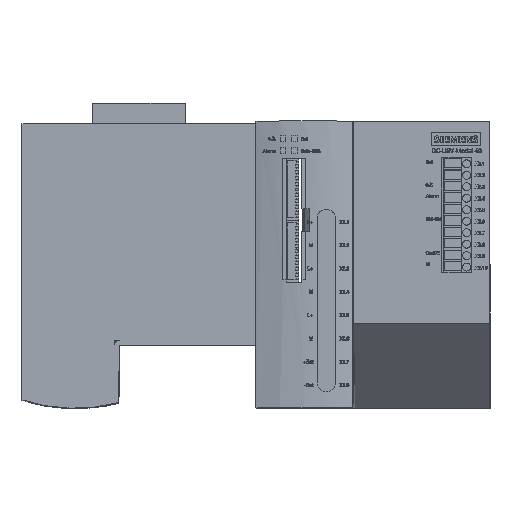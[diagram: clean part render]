
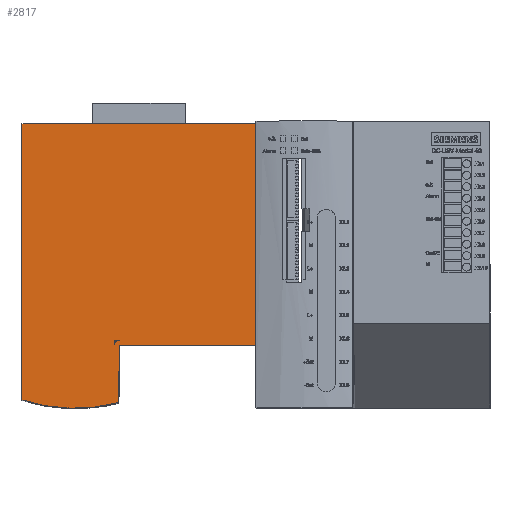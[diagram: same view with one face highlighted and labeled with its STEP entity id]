
A CAD part, top view. The second image highlights one B-rep face of the part: STEP entity #2817.
In plain terms, the highlighted planar face has unit normal (0, 0, 1).
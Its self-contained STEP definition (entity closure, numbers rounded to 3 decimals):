
#2817 = ADVANCED_FACE( '', ( #8047, #8048 ), #8049, .T. );
#8047 = FACE_OUTER_BOUND( '', #16228, .T. );
#8048 = FACE_BOUND( '', #16229, .T. );
#8049 = PLANE( '', #16230 );
#16228 = EDGE_LOOP( '', ( #25797, #25798, #25799, #25800, #25801, #25802 ) );
#16229 = EDGE_LOOP( '', ( #25803, #25804, #25805 ) );
#16230 = AXIS2_PLACEMENT_3D( '', #25806, #25807, #25808 );
#25797 = ORIENTED_EDGE( '', *, *, #53189, .T. );
#25798 = ORIENTED_EDGE( '', *, *, #53190, .T. );
#25799 = ORIENTED_EDGE( '', *, *, #53191, .T. );
#25800 = ORIENTED_EDGE( '', *, *, #53192, .T. );
#25801 = ORIENTED_EDGE( '', *, *, #53193, .T. );
#25802 = ORIENTED_EDGE( '', *, *, #53194, .T. );
#25803 = ORIENTED_EDGE( '', *, *, #53195, .T. );
#25804 = ORIENTED_EDGE( '', *, *, #53196, .T. );
#25805 = ORIENTED_EDGE( '', *, *, #53197, .T. );
#25806 = CARTESIAN_POINT( '', ( -79., 75., 0. ) );
#25807 = DIRECTION( '', ( 0., 0., 1. ) );
#25808 = DIRECTION( '', ( 1., 0., 0. ) );
#53189 = EDGE_CURVE( '', #62484, #62485, #62486, .T. );
#53190 = EDGE_CURVE( '', #62485, #62487, #62488, .T. );
#53191 = EDGE_CURVE( '', #62487, #62489, #62490, .T. );
#53192 = EDGE_CURVE( '', #62489, #62491, #62492, .T. );
#53193 = EDGE_CURVE( '', #62491, #62493, #62494, .T. );
#53194 = EDGE_CURVE( '', #62493, #62484, #62495, .T. );
#53195 = EDGE_CURVE( '', #62496, #62497, #62498, .T. );
#53196 = EDGE_CURVE( '', #62497, #62499, #62500, .T. );
#53197 = EDGE_CURVE( '', #62499, #62496, #62501, .T. );
#62484 = VERTEX_POINT( '', #76698 );
#62485 = VERTEX_POINT( '', #76699 );
#62486 = LINE( '', #76700, #76701 );
#62487 = VERTEX_POINT( '', #76702 );
#62488 = LINE( '', #76703, #76704 );
#62489 = VERTEX_POINT( '', #76705 );
#62490 = CIRCLE( '', #76706, 75. );
#62491 = VERTEX_POINT( '', #76707 );
#62492 = LINE( '', #76708, #76709 );
#62493 = VERTEX_POINT( '', #76710 );
#62494 = LINE( '', #76711, #76712 );
#62495 = LINE( '', #76713, #76714 );
#62496 = VERTEX_POINT( '', #76715 );
#62497 = VERTEX_POINT( '', #76716 );
#62498 = CIRCLE( '', #76717, 2. );
#62499 = VERTEX_POINT( '', #76718 );
#62500 = LINE( '', #76719, #76720 );
#62501 = LINE( '', #76721, #76722 );
#76698 = CARTESIAN_POINT( '', ( 0., 124., 0. ) );
#76699 = CARTESIAN_POINT( '', ( -102., 124., 0. ) );
#76700 = CARTESIAN_POINT( '', ( 0., 124., 0. ) );
#76701 = VECTOR( '', #104142, 1000. );
#76702 = CARTESIAN_POINT( '', ( -102., 3.614, 0. ) );
#76703 = CARTESIAN_POINT( '', ( -102., 124., 0. ) );
#76704 = VECTOR( '', #104143, 1000. );
#76705 = CARTESIAN_POINT( '', ( -59.957, 2.458, 0. ) );
#76706 = AXIS2_PLACEMENT_3D( '', #104144, #104145, #104146 );
#76707 = CARTESIAN_POINT( '', ( -59.52, 27.5, 0. ) );
#76708 = CARTESIAN_POINT( '', ( -58.697, 74.646, 0. ) );
#76709 = VECTOR( '', #104147, 1000. );
#76710 = CARTESIAN_POINT( '', ( 0., 27.5, 0. ) );
#76711 = CARTESIAN_POINT( '', ( -60., 27.5, 0. ) );
#76712 = VECTOR( '', #104148, 1000. );
#76713 = CARTESIAN_POINT( '', ( 0., 27.5, 0. ) );
#76714 = VECTOR( '', #104149, 1000. );
#76715 = CARTESIAN_POINT( '', ( -59.689, 29.6, 0. ) );
#76716 = CARTESIAN_POINT( '', ( -61.689, 27.635, 0. ) );
#76717 = AXIS2_PLACEMENT_3D( '', #104150, #104151, #104152 );
#76718 = CARTESIAN_POINT( '', ( -61.655, 29.6, 0. ) );
#76719 = CARTESIAN_POINT( '', ( -62.1, 4.086, 0. ) );
#76720 = VECTOR( '', #104153, 1000. );
#76721 = CARTESIAN_POINT( '', ( -2.1, 29.6, 0. ) );
#76722 = VECTOR( '', #104154, 1000. );
#104142 = DIRECTION( '', ( -1., 0., 0. ) );
#104143 = DIRECTION( '', ( 0., -1., 0. ) );
#104144 = CARTESIAN_POINT( '', ( -79., 75., 0. ) );
#104145 = DIRECTION( '', ( 0., 0., 1. ) );
#104146 = DIRECTION( '', ( 1., 0., 0. ) );
#104147 = DIRECTION( '', ( 0.017, 1., 0. ) );
#104148 = DIRECTION( '', ( 1., 0., 0. ) );
#104149 = DIRECTION( '', ( 0., 1., 0. ) );
#104150 = CARTESIAN_POINT( '', ( -59.689, 27.6, 0. ) );
#104151 = DIRECTION( '', ( 0., 0., 1. ) );
#104152 = DIRECTION( '', ( 1., 0., 0. ) );
#104153 = DIRECTION( '', ( 0.017, 1., 0. ) );
#104154 = DIRECTION( '', ( 1., 0., 0. ) );
